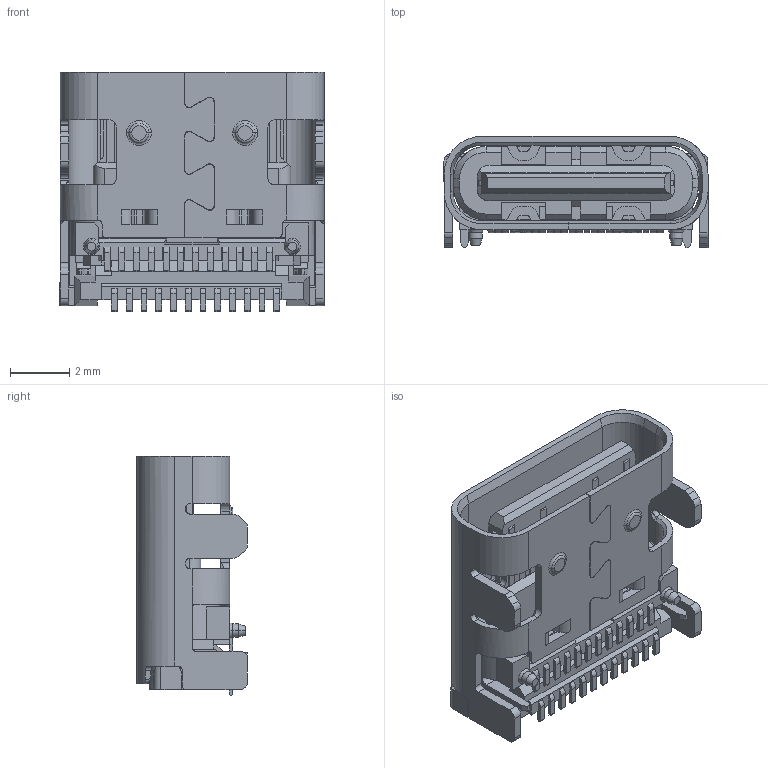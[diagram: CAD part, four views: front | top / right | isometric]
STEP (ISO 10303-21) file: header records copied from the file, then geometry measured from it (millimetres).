
FILE_DESCRIPTION((''),'2;1');
FILE_NAME('SHELL_DOUBLE_1_1_1','2018-06-08T15:52:47',('Administrator'),(''),'CREO PARAMETRIC BY PTC INC, 2016510','CREO PARAMETRIC BY PTC INC, 2016510','');
FILE_SCHEMA(('CONFIG_CONTROL_DESIGN'));
Length unit declared in the file: millimetre
Products named in the file (1): SHELL_DOUBLE_1_1_1
Bounding box: 8.95 x 3.76 x 8.1 mm (x, y, z)
Volume: 120.4 mm3; surface area: 540.7 mm2
Topology: 1 solids, 14 shells, 1201 faces, 3433 edges, 2237 vertices
Faces by surface type: plane 906, cylinder 243, cone 28, torus 16, bspline 8
Entity records: 39485 total; most frequent: CARTESIAN_POINT 7875, ORIENTED_EDGE 6846, DIRECTION 6233, EDGE_CURVE 3433, VECTOR 2749, LINE 2749, VERTEX_POINT 2237, AXIS2_PLACEMENT_3D 1742
